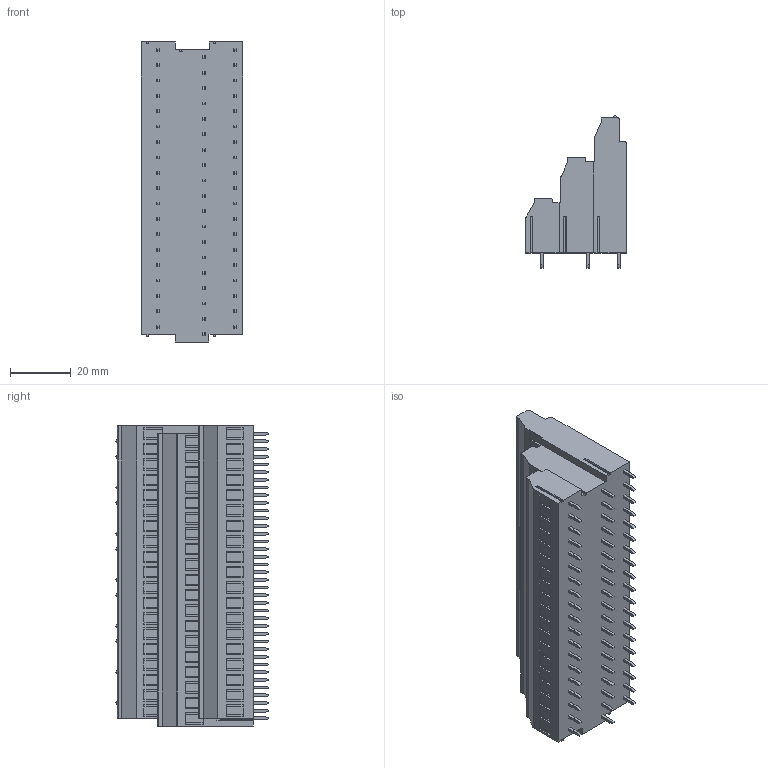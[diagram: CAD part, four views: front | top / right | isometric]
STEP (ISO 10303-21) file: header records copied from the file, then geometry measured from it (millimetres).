
FILE_DESCRIPTION((''),'2;1');
FILE_NAME('TL324VH3-XXP-XS','2025-01-10T09:17:33',('yanfa'),(''),'CREO PARAMETRIC BY PTC INC, 2018100','CREO PARAMETRIC BY PTC INC, 2018100','');
FILE_SCHEMA(('CONFIG_CONTROL_DESIGN','SHAPE_APPEARANCE_LAYERS_GROUPS'));
Products named in the file (1): TL324VH3-XXP-XS
Bounding box: 33.4 x 50.3 x 99.06 mm (x, y, z)
Volume: 90484 mm3; surface area: 24312.4 mm2
Topology: 1 solids, 73 shells, 2365 faces, 6140 edges, 4042 vertices
Faces by surface type: plane 1973, cylinder 254, torus 114, sphere 24
Entity records: 72006 total; most frequent: CARTESIAN_POINT 13782, ORIENTED_EDGE 12232, DIRECTION 11514, EDGE_CURVE 6116, VECTOR 4988, LINE 4988, VERTEX_POINT 4042, AXIS2_PLACEMENT_3D 3263
